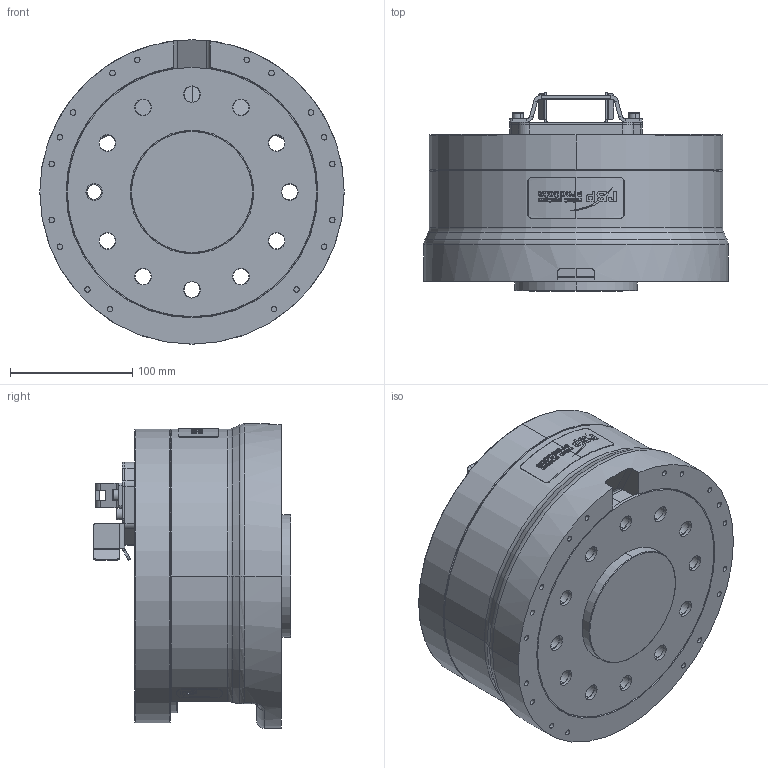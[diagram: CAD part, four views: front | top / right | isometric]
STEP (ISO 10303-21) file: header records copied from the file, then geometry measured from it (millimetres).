
FILE_DESCRIPTION (( 'STEP AP203' ), '1' );
FILE_NAME ('P5151 Radial guide.STEP', '2020-05-14T11:37:54', ( '' ), ( '' ), 'SwSTEP 2.0', 'SolidWorks 2019', '' );
FILE_SCHEMA (( 'CONFIG_CONTROL_DESIGN' ));
Length unit declared in the file: millimetre
Products named in the file (1): P5151 Radial guide
Bounding box: 249 x 161.9 x 249 mm (x, y, z)
Volume: 3232663 mm3; surface area: 454991.4 mm2
Topology: 36 solids, 36 shells, 1343 faces, 3401 edges, 2168 vertices
Faces by surface type: plane 567, cylinder 351, bspline 298, cone 78, torus 49
Entity records: 51135 total; most frequent: CARTESIAN_POINT 20495, ORIENTED_EDGE 6722, DIRECTION 5561, EDGE_CURVE 3361, VERTEX_POINT 2168, AXIS2_PLACEMENT_3D 1902, LINE 1757, VECTOR 1757
